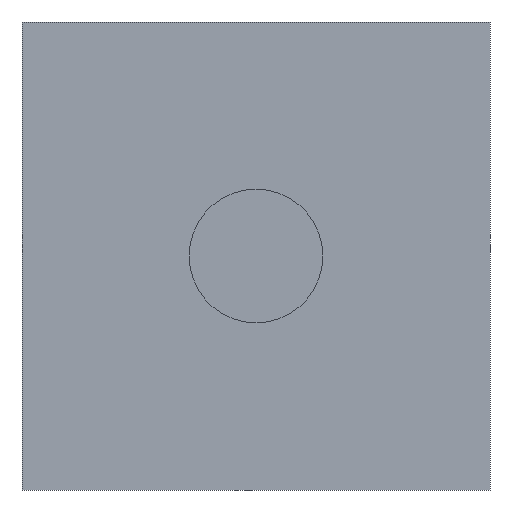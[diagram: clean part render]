
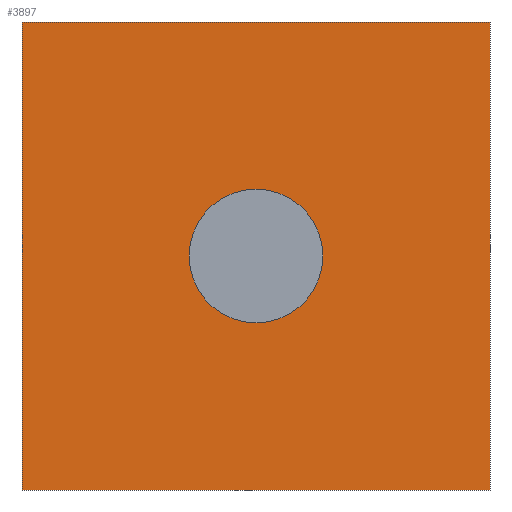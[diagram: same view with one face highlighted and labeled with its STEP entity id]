
A CAD part, front view. The second image highlights one B-rep face of the part: STEP entity #3897.
In plain terms, the highlighted planar face has unit normal (0, -1, 0).
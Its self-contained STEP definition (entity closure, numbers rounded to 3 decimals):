
#17=CIRCLE('',#3997,1.);
#28=FACE_BOUND('',#529,.T.);
#105=PLANE('',#3996);
#312=FACE_OUTER_BOUND('',#528,.T.);
#528=EDGE_LOOP('',(#3531,#3532,#3533,#3534));
#529=EDGE_LOOP('',(#3535));
#860=LINE('',#7747,#1190);
#861=LINE('',#7749,#1191);
#862=LINE('',#7751,#1192);
#863=LINE('',#7752,#1193);
#1190=VECTOR('',#4484,10.);
#1191=VECTOR('',#4485,10.);
#1192=VECTOR('',#4486,10.);
#1193=VECTOR('',#4487,10.);
#1820=VERTEX_POINT('',#7745);
#1821=VERTEX_POINT('',#7746);
#1822=VERTEX_POINT('',#7748);
#1823=VERTEX_POINT('',#7750);
#1824=VERTEX_POINT('',#7753);
#2396=EDGE_CURVE('',#1820,#1821,#860,.T.);
#2397=EDGE_CURVE('',#1821,#1822,#861,.T.);
#2398=EDGE_CURVE('',#1822,#1823,#862,.T.);
#2399=EDGE_CURVE('',#1823,#1820,#863,.T.);
#2400=EDGE_CURVE('',#1824,#1824,#17,.T.);
#3531=ORIENTED_EDGE('',*,*,#2396,.T.);
#3532=ORIENTED_EDGE('',*,*,#2397,.T.);
#3533=ORIENTED_EDGE('',*,*,#2398,.T.);
#3534=ORIENTED_EDGE('',*,*,#2399,.T.);
#3535=ORIENTED_EDGE('',*,*,#2400,.T.);
#3897=ADVANCED_FACE('',(#312,#28),#105,.F.);
#3996=AXIS2_PLACEMENT_3D('',#7744,#4482,#4483);
#3997=AXIS2_PLACEMENT_3D('',#7754,#4488,#4489);
#4482=DIRECTION('center_axis',(0.,1.,0.));
#4483=DIRECTION('ref_axis',(0.,0.,1.));
#4484=DIRECTION('',(-1.,0.,0.));
#4485=DIRECTION('',(0.,0.,-1.));
#4486=DIRECTION('',(1.,0.,0.));
#4487=DIRECTION('',(0.,0.,1.));
#4488=DIRECTION('center_axis',(0.,1.,0.));
#4489=DIRECTION('ref_axis',(1.,0.,0.));
#7744=CARTESIAN_POINT('Origin',(0.,3.5,0.));
#7745=CARTESIAN_POINT('',(7.,3.5,7.));
#7746=CARTESIAN_POINT('',(-7.,3.5,7.));
#7747=CARTESIAN_POINT('',(-3.5,3.5,7.));
#7748=CARTESIAN_POINT('',(-7.,3.5,-7.));
#7749=CARTESIAN_POINT('',(-7.,3.5,-3.5));
#7750=CARTESIAN_POINT('',(7.,3.5,-7.));
#7751=CARTESIAN_POINT('',(3.5,3.5,-7.));
#7752=CARTESIAN_POINT('',(7.,3.5,3.5));
#7753=CARTESIAN_POINT('',(-1.,3.5,0.));
#7754=CARTESIAN_POINT('Origin',(0.,3.5,0.));
